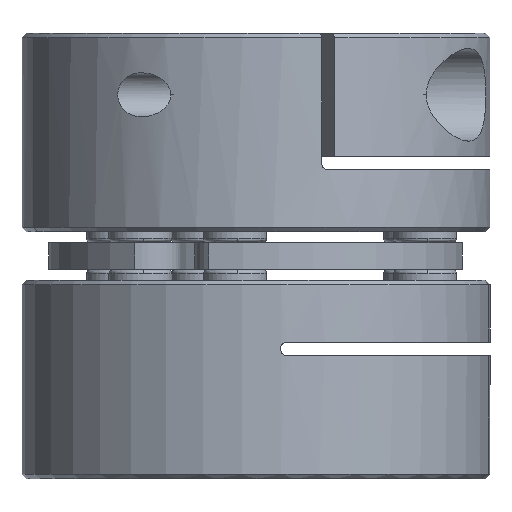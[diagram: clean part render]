
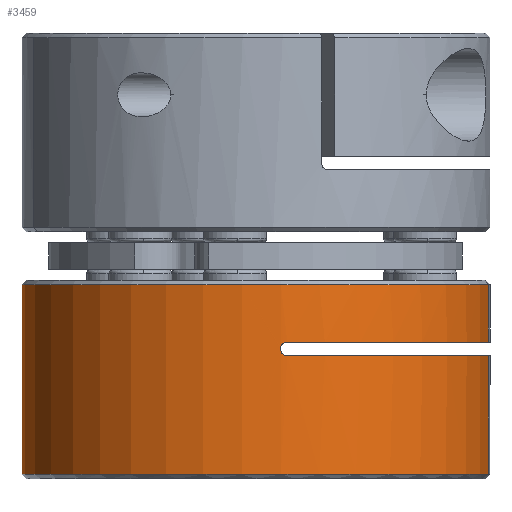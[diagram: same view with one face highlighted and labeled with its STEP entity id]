
A CAD part, front view. The second image highlights one B-rep face of the part: STEP entity #3459.
In plain terms, the highlighted cylindrical face has radius 26.5 mm (diameter 53 mm), a partial arc.
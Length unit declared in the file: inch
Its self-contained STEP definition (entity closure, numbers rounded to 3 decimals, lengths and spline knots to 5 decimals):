
#117 = EDGE_CURVE ( 'NONE', #642, #19078, #5601, .T. ) ;
#560 = CARTESIAN_POINT ( 'NONE',  ( 0.124, -1.03593, 1.04502 ) ) ;
#642 = VERTEX_POINT ( 'NONE', #19637 ) ;
#873 = ORIENTED_EDGE ( 'NONE', *, *, #12117, .F. ) ;
#1048 = CIRCLE ( 'NONE', #16853, 1.04331 ) ;
#1536 = CARTESIAN_POINT ( 'NONE',  ( 0.12123, -1.03624, 1.09636 ) ) ;
#1656 = EDGE_CURVE ( 'NONE', #18579, #17059, #17817, .T. ) ;
#1799 = CARTESIAN_POINT ( 'NONE',  ( 1.03553, -0.12715, 0.512 ) ) ;
#1903 = LINE ( 'NONE', #16482, #9524 ) ;
#2170 = VECTOR ( 'NONE', #17096, 39.37008 ) ;
#2175 = AXIS2_PLACEMENT_3D ( 'NONE', #4166, #7775, #4365 ) ;
#2436 = VERTEX_POINT ( 'NONE', #1799 ) ;
#2615 = DIRECTION ( 'NONE',  ( 0.993, -0.122, 0. ) ) ;
#2682 = DIRECTION ( 'NONE',  ( 0., 0., 1. ) ) ;
#3133 = CARTESIAN_POINT ( 'NONE',  ( 0.10939, -1.03756, 1.08083 ) ) ;
#3143 = CARTESIAN_POINT ( 'NONE',  ( 0., 0., 1.35783 ) ) ;
#3299 = CARTESIAN_POINT ( 'NONE',  ( 0.1394, -1.03395, 1.042 ) ) ;
#3459 = ADVANCED_FACE ( 'NONE', ( #13228 ), #12729, .T. ) ;
#3501 = CARTESIAN_POINT ( 'NONE',  ( 0.11333, -1.03713, 1.05617 ) ) ;
#3518 = DIRECTION ( 'NONE',  ( 0., 0., 1. ) ) ;
#3618 = VERTEX_POINT ( 'NONE', #9968 ) ;
#3889 = CARTESIAN_POINT ( 'NONE',  ( 1.03553, -0.12715, 1.35783 ) ) ;
#3980 = CARTESIAN_POINT ( 'NONE',  ( 0.11562, -1.03688, 1.05294 ) ) ;
#4092 = CARTESIAN_POINT ( 'NONE',  ( 0., 0., 1.042 ) ) ;
#4166 = CARTESIAN_POINT ( 'NONE',  ( 0., 0., 0.492 ) ) ;
#4227 = CARTESIAN_POINT ( 'NONE',  ( -1.03553, 0.12715, 0.512 ) ) ;
#4230 = DIRECTION ( 'NONE',  ( 0., 0., 1. ) ) ;
#4260 = CARTESIAN_POINT ( 'NONE',  ( 1.03553, -0.12715, 1.102 ) ) ;
#4365 = DIRECTION ( 'NONE',  ( 1., 0., 0. ) ) ;
#4402 = EDGE_CURVE ( 'NONE', #2436, #18455, #19864, .T. ) ;
#4513 = EDGE_CURVE ( 'NONE', #642, #14407, #4930, .T. ) ;
#4930 = LINE ( 'NONE', #20673, #17323 ) ;
#4981 = VERTEX_POINT ( 'NONE', #4260 ) ;
#5096 = DIRECTION ( 'NONE',  ( 0., 0., 1. ) ) ;
#5276 = LINE ( 'NONE', #16614, #12892 ) ;
#5304 = CARTESIAN_POINT ( 'NONE',  ( -1.04331, 0., 0.512 ) ) ;
#5601 = B_SPLINE_CURVE_WITH_KNOTS ( 'NONE', 3,
 ( #6783, #6990, #17938, #3501, #3980, #560, #5651, #15629 ),
 .UNSPECIFIED., .F., .F.,
 ( 4, 2, 2, 4 ),
 ( 0., 0.00029, 0.00059, 0.00117 ),
 .UNSPECIFIED. ) ;
#5651 = CARTESIAN_POINT ( 'NONE',  ( 0.13166, -1.035, 1.042 ) ) ;
#5747 = DIRECTION ( 'NONE',  ( 1., 0., 0. ) ) ;
#6363 = DIRECTION ( 'NONE',  ( 0., 0., 1. ) ) ;
#6367 = B_SPLINE_CURVE_WITH_KNOTS ( 'NONE', 3,
 ( #8002, #9620, #20857, #11225, #1536, #12850, #3133, #14503 ),
 .UNSPECIFIED., .F., .F.,
 ( 4, 2, 2, 4 ),
 ( 0., 0.00029, 0.00059, 0.00117 ),
 .UNSPECIFIED. ) ;
#6526 = ORIENTED_EDGE ( 'NONE', *, *, #13726, .T. ) ;
#6783 = CARTESIAN_POINT ( 'NONE',  ( 0.10939, -1.03756, 1.071 ) ) ;
#6985 = EDGE_LOOP ( 'NONE', ( #9415, #18951, #15602, #15078, #15819, #17163, #14489, #873, #6526, #8083, #18457, #18596 ) ) ;
#6990 = CARTESIAN_POINT ( 'NONE',  ( 0.10939, -1.03756, 1.06709 ) ) ;
#7573 = EDGE_CURVE ( 'NONE', #20349, #8418, #19372, .T. ) ;
#7775 = DIRECTION ( 'NONE',  ( 0., 0., 1. ) ) ;
#7780 = CARTESIAN_POINT ( 'NONE',  ( 0., 0., 1.35783 ) ) ;
#8002 = CARTESIAN_POINT ( 'NONE',  ( 0.1394, -1.03395, 1.102 ) ) ;
#8083 = ORIENTED_EDGE ( 'NONE', *, *, #13944, .F. ) ;
#8387 = EDGE_CURVE ( 'NONE', #20349, #9149, #1903, .T. ) ;
#8418 = VERTEX_POINT ( 'NONE', #5304 ) ;
#9149 = VERTEX_POINT ( 'NONE', #18928 ) ;
#9406 = DIRECTION ( 'NONE',  ( 0.993, -0.122, 0. ) ) ;
#9415 = ORIENTED_EDGE ( 'NONE', *, *, #8387, .F. ) ;
#9427 = DIRECTION ( 'NONE',  ( 0., 0., 1. ) ) ;
#9524 = VECTOR ( 'NONE', #3518, 39.37008 ) ;
#9620 = CARTESIAN_POINT ( 'NONE',  ( 0.13553, -1.03447, 1.102 ) ) ;
#9968 = CARTESIAN_POINT ( 'NONE',  ( 0.1394, -1.03395, 1.102 ) ) ;
#10043 = CARTESIAN_POINT ( 'NONE',  ( 0.10939, -1.03756, 1.073 ) ) ;
#11225 = CARTESIAN_POINT ( 'NONE',  ( 0.12454, -1.03585, 1.09845 ) ) ;
#11322 = EDGE_CURVE ( 'NONE', #8418, #2436, #14018, .T. ) ;
#12117 = EDGE_CURVE ( 'NONE', #3618, #14407, #6367, .T. ) ;
#12153 = CIRCLE ( 'NONE', #20916, 1.04331 ) ;
#12388 = EDGE_CURVE ( 'NONE', #18455, #19078, #1048, .T. ) ;
#12414 = CIRCLE ( 'NONE', #16924, 1.04331 ) ;
#12729 = CYLINDRICAL_SURFACE ( 'NONE', #2175, 1.04331 ) ;
#12767 = AXIS2_PLACEMENT_3D ( 'NONE', #3143, #2682, #2615 ) ;
#12850 = CARTESIAN_POINT ( 'NONE',  ( 0.11282, -1.0372, 1.08841 ) ) ;
#12892 = VECTOR ( 'NONE', #13446, 39.37008 ) ;
#13228 = FACE_OUTER_BOUND ( 'NONE', #6985, .T. ) ;
#13446 = DIRECTION ( 'NONE',  ( 0., 0., -1. ) ) ;
#13726 = EDGE_CURVE ( 'NONE', #3618, #4981, #12153, .T. ) ;
#13944 = EDGE_CURVE ( 'NONE', #17059, #4981, #5276, .T. ) ;
#14018 = CIRCLE ( 'NONE', #17778, 1.04331 ) ;
#14407 = VERTEX_POINT ( 'NONE', #10043 ) ;
#14489 = ORIENTED_EDGE ( 'NONE', *, *, #4513, .T. ) ;
#14503 = CARTESIAN_POINT ( 'NONE',  ( 0.10939, -1.03756, 1.073 ) ) ;
#14818 = CARTESIAN_POINT ( 'NONE',  ( -1.04331, 0., 1.35783 ) ) ;
#14822 = CARTESIAN_POINT ( 'NONE',  ( 0., 0., 0.512 ) ) ;
#15078 = ORIENTED_EDGE ( 'NONE', *, *, #4402, .T. ) ;
#15443 = DIRECTION ( 'NONE',  ( 0., 0., -1. ) ) ;
#15569 = DIRECTION ( 'NONE',  ( 1., 0., 0. ) ) ;
#15602 = ORIENTED_EDGE ( 'NONE', *, *, #11322, .T. ) ;
#15629 = CARTESIAN_POINT ( 'NONE',  ( 0.1394, -1.03395, 1.042 ) ) ;
#15819 = ORIENTED_EDGE ( 'NONE', *, *, #12388, .T. ) ;
#16050 = CARTESIAN_POINT ( 'NONE',  ( 0., 0., 1.102 ) ) ;
#16432 = DIRECTION ( 'NONE',  ( 1., 0., 0. ) ) ;
#16482 = CARTESIAN_POINT ( 'NONE',  ( -1.03553, 0.12715, 0.492 ) ) ;
#16602 = AXIS2_PLACEMENT_3D ( 'NONE', #14822, #5096, #16432 ) ;
#16614 = CARTESIAN_POINT ( 'NONE',  ( 1.03553, -0.12715, 0.492 ) ) ;
#16853 = AXIS2_PLACEMENT_3D ( 'NONE', #4092, #15443, #5747 ) ;
#16924 = AXIS2_PLACEMENT_3D ( 'NONE', #7780, #19026, #9406 ) ;
#17059 = VERTEX_POINT ( 'NONE', #3889 ) ;
#17096 = DIRECTION ( 'NONE',  ( 0., 0., 1. ) ) ;
#17163 = ORIENTED_EDGE ( 'NONE', *, *, #117, .F. ) ;
#17323 = VECTOR ( 'NONE', #9427, 39.37008 ) ;
#17677 = DIRECTION ( 'NONE',  ( 1., 0., 0. ) ) ;
#17704 = CARTESIAN_POINT ( 'NONE',  ( 0., 0., 0.512 ) ) ;
#17778 = AXIS2_PLACEMENT_3D ( 'NONE', #17704, #4230, #15569 ) ;
#17817 = CIRCLE ( 'NONE', #12767, 1.04331 ) ;
#17938 = CARTESIAN_POINT ( 'NONE',  ( 0.11022, -1.03747, 1.06325 ) ) ;
#18366 = EDGE_CURVE ( 'NONE', #9149, #18579, #12414, .T. ) ;
#18455 = VERTEX_POINT ( 'NONE', #19179 ) ;
#18457 = ORIENTED_EDGE ( 'NONE', *, *, #1656, .F. ) ;
#18579 = VERTEX_POINT ( 'NONE', #14818 ) ;
#18596 = ORIENTED_EDGE ( 'NONE', *, *, #18366, .F. ) ;
#18713 = CARTESIAN_POINT ( 'NONE',  ( 1.03553, -0.12715, 0.492 ) ) ;
#18928 = CARTESIAN_POINT ( 'NONE',  ( -1.03553, 0.12715, 1.35783 ) ) ;
#18951 = ORIENTED_EDGE ( 'NONE', *, *, #7573, .T. ) ;
#19026 = DIRECTION ( 'NONE',  ( 0., 0., 1. ) ) ;
#19078 = VERTEX_POINT ( 'NONE', #3299 ) ;
#19179 = CARTESIAN_POINT ( 'NONE',  ( 1.03553, -0.12715, 1.042 ) ) ;
#19372 = CIRCLE ( 'NONE', #16602, 1.04331 ) ;
#19637 = CARTESIAN_POINT ( 'NONE',  ( 0.10939, -1.03756, 1.071 ) ) ;
#19864 = LINE ( 'NONE', #18713, #2170 ) ;
#20349 = VERTEX_POINT ( 'NONE', #4227 ) ;
#20673 = CARTESIAN_POINT ( 'NONE',  ( 0.10939, -1.03756, 1.102 ) ) ;
#20857 = CARTESIAN_POINT ( 'NONE',  ( 0.13173, -1.03496, 1.10128 ) ) ;
#20916 = AXIS2_PLACEMENT_3D ( 'NONE', #16050, #6363, #17677 ) ;
